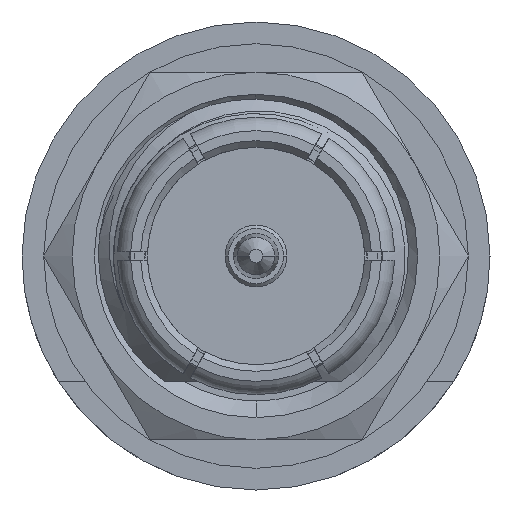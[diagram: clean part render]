
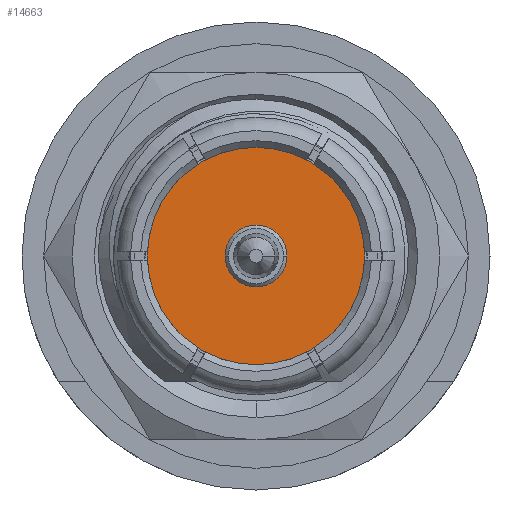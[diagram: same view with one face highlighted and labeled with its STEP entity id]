
A CAD part, left-side view. The second image highlights one B-rep face of the part: STEP entity #14663.
In plain terms, the highlighted planar face has unit normal (-1, 0, 0).
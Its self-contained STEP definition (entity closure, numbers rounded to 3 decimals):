
#4679=CARTESIAN_POINT('',(-36.,0.,0.));
#4680=DIRECTION('',(-1.,0.,0.));
#4681=DIRECTION('',(0.,1.,0.));
#4682=AXIS2_PLACEMENT_3D('',#4679,#4680,#4681);
#4684=CARTESIAN_POINT('',(-36.,0.,0.));
#4685=DIRECTION('',(-1.,0.,0.));
#4686=DIRECTION('',(0.,-1.,0.));
#4687=AXIS2_PLACEMENT_3D('',#4684,#4685,#4686);
#4689=CARTESIAN_POINT('',(-36.,0.,0.));
#4690=DIRECTION('',(1.,0.,0.));
#4691=DIRECTION('',(0.,1.,0.));
#4692=AXIS2_PLACEMENT_3D('',#4689,#4690,#4691);
#4694=CARTESIAN_POINT('',(-36.,0.,0.));
#4695=DIRECTION('',(1.,0.,0.));
#4696=DIRECTION('',(0.,-1.,0.));
#4697=AXIS2_PLACEMENT_3D('',#4694,#4695,#4696);
#7291=CARTESIAN_POINT('',(-36.,3.25,0.));
#7292=CARTESIAN_POINT('',(-36.,-3.25,0.));
#7293=VERTEX_POINT('',#7291);
#7294=VERTEX_POINT('',#7292);
#7481=CARTESIAN_POINT('',(-36.,0.925,0.));
#7482=CARTESIAN_POINT('',(-36.,-0.925,0.));
#7483=VERTEX_POINT('',#7481);
#7484=VERTEX_POINT('',#7482);
#14647=CARTESIAN_POINT('',(-36.,0.,0.));
#14648=DIRECTION('',(1.,0.,0.));
#14649=DIRECTION('',(0.,-1.,0.));
#14650=AXIS2_PLACEMENT_3D('',#14647,#14648,#14649);
#14651=PLANE('',#14650);
#14653=ORIENTED_EDGE('',*,*,#14652,.F.);
#14654=ORIENTED_EDGE('',*,*,#14637,.F.);
#14655=EDGE_LOOP('',(#14653,#14654));
#14656=FACE_OUTER_BOUND('',#14655,.F.);
#14658=ORIENTED_EDGE('',*,*,#14657,.F.);
#14660=ORIENTED_EDGE('',*,*,#14659,.F.);
#14661=EDGE_LOOP('',(#14658,#14660));
#14662=FACE_BOUND('',#14661,.F.);
#14663=ADVANCED_FACE('',(#14656,#14662),#14651,.F.);
#4683=CIRCLE('',#4682,3.25);
#4688=CIRCLE('',#4687,3.25);
#4693=CIRCLE('',#4692,0.925);
#4698=CIRCLE('',#4697,0.925);
#14637=EDGE_CURVE('',#7294,#7293,#4688,.T.);
#14652=EDGE_CURVE('',#7293,#7294,#4683,.T.);
#14657=EDGE_CURVE('',#7483,#7484,#4693,.T.);
#14659=EDGE_CURVE('',#7484,#7483,#4698,.T.);
